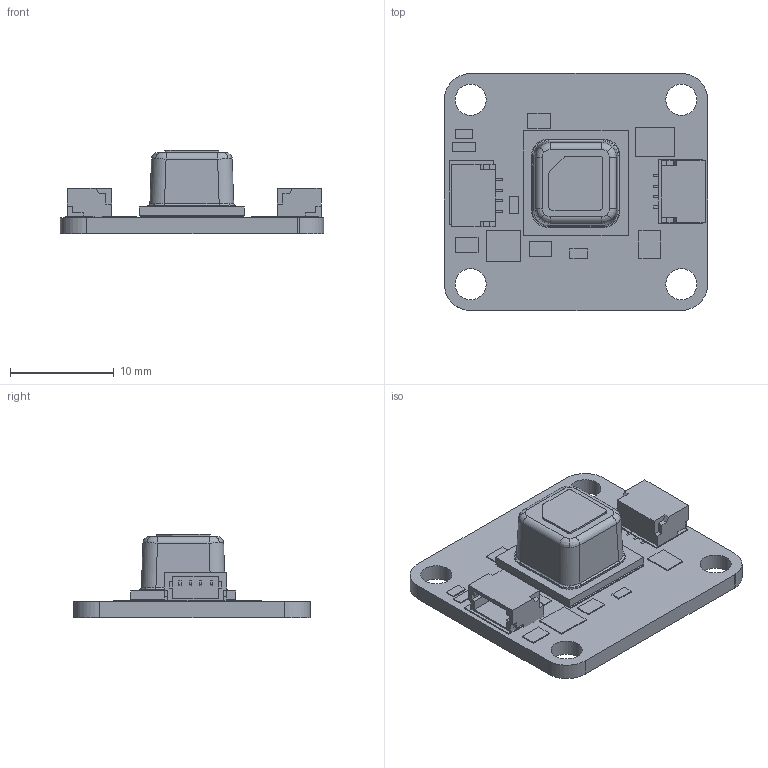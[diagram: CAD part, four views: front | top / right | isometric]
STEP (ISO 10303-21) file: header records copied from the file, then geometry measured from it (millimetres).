
FILE_DESCRIPTION(/* description */ (''),/* implementation_level */ '2;1');
FILE_NAME(/* name */ 'Adafruit SCD-41 v13.step',/* time_stamp */ '2022-04-04T12:20:00+02:00',/* author */ (''),/* organization */ (''),/* preprocessor_version */ 'ST-DEVELOPER v18.1',/* originating_system */ 'Autodesk Translation Framework v10.14.0.1471',/* authorisation */ '');
FILE_SCHEMA (('AUTOMOTIVE_DESIGN { 1 0 10303 214 3 1 1 }'));
Length unit declared in the file: millimetre
Products named in the file (17): Adafruit SCD-41; PCB Component; 0805-NO; SOT23-5; 0603-NO; RESPACK_4X0603; SOT363; JST_SH4; STEMMAQT; CHIPLED_0603_NOOUTLINE; SCD41; SOLDERJUMPER_2WAY_OPEN_NOPASTE; SOLDERJUMPER_CLOSEDWIRE; Board v2; STEMMA_I2C_QT; STEMMA_I2C_QT_1; SCD41-D-R2--3DModel-STEP-369182 v1
Assembly tree (23 placements, depth 3):
  Adafruit SCD-41
    PCB Component
      0805-NO  x3
      SOT23-5
      0603-NO  x3
      RESPACK_4X0603
      SOT363
      JST_SH4  x2
      STEMMAQT  x2
      CHIPLED_0603_NOOUTLINE
      SCD41
      SOLDERJUMPER_2WAY_OPEN_NOPASTE  x2
      SOLDERJUMPER_CLOSEDWIRE
      Board v2
      STEMMA_I2C_QT
      STEMMA_I2C_QT_1
      SCD41-D-R2--3DModel-STEP-369182 v1
Bounding box: 25.4 x 22.86 x 8.07 mm (x, y, z)
Volume: 1373.4 mm3; surface area: 2418.1 mm2
Topology: 17 solids, 17 shells, 465 faces, 1156 edges, 764 vertices
Faces by surface type: plane 414, cylinder 35, bspline 16
Full cylindrical faces by diameter (mm): 0.2 x1, 3 x4
Entity records: 13891 total; most frequent: CARTESIAN_POINT 2512, ORIENTED_EDGE 2192, DIRECTION 2102, EDGE_CURVE 1096, LINE 994, VECTOR 994, VERTEX_POINT 724, AXIS2_PLACEMENT_3D 554
